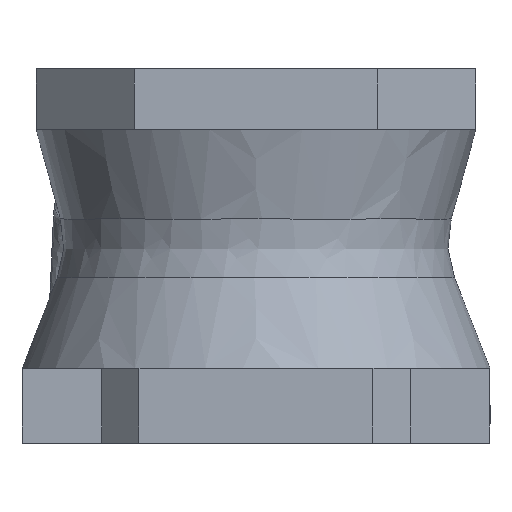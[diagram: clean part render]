
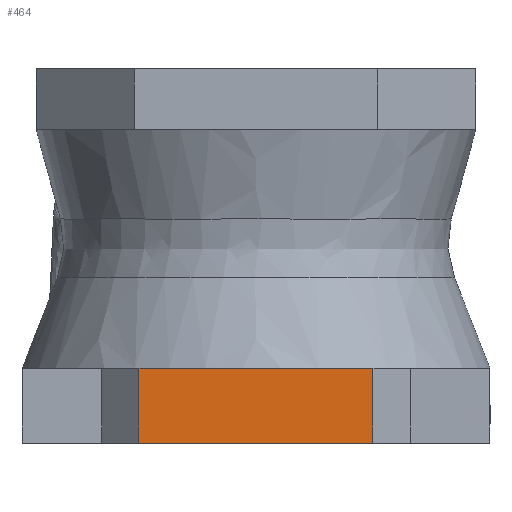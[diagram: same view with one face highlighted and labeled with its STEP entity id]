
A CAD part, left-side view. The second image highlights one B-rep face of the part: STEP entity #464.
In plain terms, the highlighted planar face has unit normal (-1, 0, 0).
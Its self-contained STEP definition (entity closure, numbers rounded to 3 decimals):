
#464 = ADVANCED_FACE( '', ( #931 ), #932, .T. );
#931 = FACE_OUTER_BOUND( '', #2514, .T. );
#932 = PLANE( '', #2515 );
#2514 = EDGE_LOOP( '', ( #4417, #4418, #4419, #4420 ) );
#2515 = AXIS2_PLACEMENT_3D( '', #4421, #4422, #4423 );
#4417 = ORIENTED_EDGE( '', *, *, #5351, .F. );
#4418 = ORIENTED_EDGE( '', *, *, #4969, .F. );
#4419 = ORIENTED_EDGE( '', *, *, #5352, .T. );
#4420 = ORIENTED_EDGE( '', *, *, #5266, .T. );
#4421 = CARTESIAN_POINT( '', ( -2.5, 0., -2.075 ) );
#4422 = DIRECTION( '', ( -1., 0., 0. ) );
#4423 = DIRECTION( '', ( 0., 0., 1. ) );
#4969 = EDGE_CURVE( '', #5513, #5516, #5517, .T. );
#5266 = EDGE_CURVE( '', #5984, #5988, #5990, .T. );
#5351 = EDGE_CURVE( '', #5516, #5988, #6099, .T. );
#5352 = EDGE_CURVE( '', #5513, #5984, #6100, .T. );
#5513 = VERTEX_POINT( '', #6660 );
#5516 = VERTEX_POINT( '', #6664 );
#5517 = LINE( '', #6665, #6666 );
#5984 = VERTEX_POINT( '', #7952 );
#5988 = VERTEX_POINT( '', #7958 );
#5990 = LINE( '', #7961, #7962 );
#6099 = LINE( '', #8217, #8218 );
#6100 = LINE( '', #8219, #8220 );
#6660 = CARTESIAN_POINT( '', ( -2.5, 1.25, -2.075 ) );
#6664 = CARTESIAN_POINT( '', ( -2.5, 1.25, -1.275 ) );
#6665 = CARTESIAN_POINT( '', ( -2.5, 1.25, -2.075 ) );
#6666 = VECTOR( '', #8479, 1000. );
#7952 = CARTESIAN_POINT( '', ( -2.5, -1.25, -2.075 ) );
#7958 = CARTESIAN_POINT( '', ( -2.5, -1.25, -1.275 ) );
#7961 = CARTESIAN_POINT( '', ( -2.5, -1.25, -2.075 ) );
#7962 = VECTOR( '', #8624, 1000. );
#8217 = CARTESIAN_POINT( '', ( -2.5, 0., -1.275 ) );
#8218 = VECTOR( '', #8663, 1000. );
#8219 = CARTESIAN_POINT( '', ( -2.5, 0., -2.075 ) );
#8220 = VECTOR( '', #8664, 1000. );
#8479 = DIRECTION( '', ( 0., 0., 1. ) );
#8624 = DIRECTION( '', ( 0., 0., 1. ) );
#8663 = DIRECTION( '', ( 0., -1., 0. ) );
#8664 = DIRECTION( '', ( 0., -1., 0. ) );
